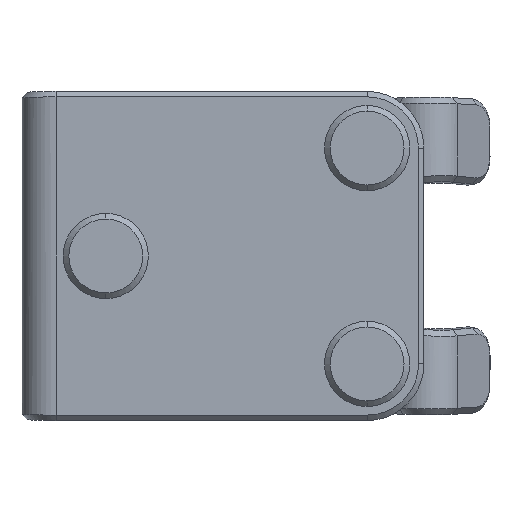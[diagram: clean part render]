
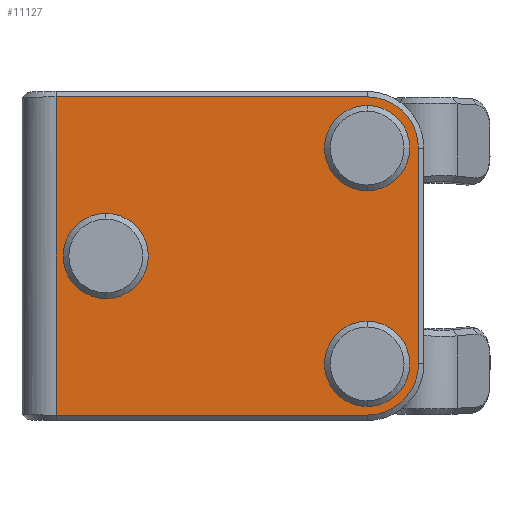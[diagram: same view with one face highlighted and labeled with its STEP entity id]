
A CAD part, front view. The second image highlights one B-rep face of the part: STEP entity #11127.
In plain terms, the highlighted planar face has unit normal (0, -1, 0).
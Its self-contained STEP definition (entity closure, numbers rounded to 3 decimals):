
#2 = ORIENTED_EDGE ( 'NONE', *, *, #6091, .T. ) ;
#4 = DIRECTION ( 'NONE',  ( 0., 0., 1. ) ) ;
#37 = AXIS2_PLACEMENT_3D ( 'NONE', #2803, #8861, #9752 ) ;
#74 = CARTESIAN_POINT ( 'NONE',  ( -10., 0., -28. ) ) ;
#83 = EDGE_CURVE ( 'NONE', #10014, #10251, #12574, .T. ) ;
#110 = ORIENTED_EDGE ( 'NONE', *, *, #9663, .T. ) ;
#135 = CARTESIAN_POINT ( 'NONE',  ( -4.446, 0., -26.188 ) ) ;
#193 = CARTESIAN_POINT ( 'NONE',  ( -64.741, 0., -28. ) ) ;
#256 = CARTESIAN_POINT ( 'NONE',  ( -10., 0., 28. ) ) ;
#296 = DIRECTION ( 'NONE',  ( 0., 0., 1. ) ) ;
#352 = VERTEX_POINT ( 'NONE', #11484 ) ;
#985 = ORIENTED_EDGE ( 'NONE', *, *, #7049, .F. ) ;
#1283 = ORIENTED_EDGE ( 'NONE', *, *, #4784, .T. ) ;
#1307 = CARTESIAN_POINT ( 'NONE',  ( -10., 0., -26.493 ) ) ;
#1441 = DIRECTION ( 'NONE',  ( 0., 0., 1. ) ) ;
#1519 = CARTESIAN_POINT ( 'NONE',  ( -64.741, 0., 29. ) ) ;
#1587 = DIRECTION ( 'NONE',  ( 0., 0., -1. ) ) ;
#1796 = ORIENTED_EDGE ( 'NONE', *, *, #2582, .F. ) ;
#1931 = CIRCLE ( 'NONE', #5365, 7.5 ) ;
#2025 = B_SPLINE_CURVE_WITH_KNOTS ( 'NONE', 3,
 ( #4515, #2584, #10864, #2713, #3585, #8767, #4585, #8960, #7762, #9854, #5595, #13058 ),
 .UNSPECIFIED., .F., .F.,
 ( 4, 2, 2, 2, 2, 4 ),
 ( 0., 0.125, 0.25, 0.5, 0.75, 1. ),
 .UNSPECIFIED. ) ;
#2052 = ORIENTED_EDGE ( 'NONE', *, *, #4740, .F. ) ;
#2203 = AXIS2_PLACEMENT_3D ( 'NONE', #7505, #10603, #1441 ) ;
#2523 = DIRECTION ( 'NONE',  ( 0., 1., 0. ) ) ;
#2582 = EDGE_CURVE ( 'NONE', #4173, #8654, #11886, .T. ) ;
#2584 = CARTESIAN_POINT ( 'NONE',  ( -0.964, 0., 19.55 ) ) ;
#2645 = CARTESIAN_POINT ( 'NONE',  ( -10., 0., 18.993 ) ) ;
#2713 = CARTESIAN_POINT ( 'NONE',  ( -1.253, 0., 21.302 ) ) ;
#2746 = EDGE_CURVE ( 'NONE', #12184, #8411, #1931, .T. ) ;
#2774 = DIRECTION ( 'NONE',  ( 0., -1., 0. ) ) ;
#2803 = CARTESIAN_POINT ( 'NONE',  ( -10., 0., 18.993 ) ) ;
#2965 = AXIS2_PLACEMENT_3D ( 'NONE', #12379, #12512, #7405 ) ;
#2987 = AXIS2_PLACEMENT_3D ( 'NONE', #12541, #2523, #296 ) ;
#3056 = EDGE_CURVE ( 'NONE', #4970, #6656, #4702, .T. ) ;
#3205 = VERTEX_POINT ( 'NONE', #12625 ) ;
#3502 = VERTEX_POINT ( 'NONE', #4718 ) ;
#3585 = CARTESIAN_POINT ( 'NONE',  ( -1.426, 0., 21.872 ) ) ;
#3797 = EDGE_CURVE ( 'NONE', #352, #3205, #6636, .T. ) ;
#4173 = VERTEX_POINT ( 'NONE', #1307 ) ;
#4225 = CARTESIAN_POINT ( 'NONE',  ( -2.104, 0., -23.51 ) ) ;
#4397 = EDGE_LOOP ( 'NONE', ( #2052, #8132 ) ) ;
#4515 = CARTESIAN_POINT ( 'NONE',  ( -0.965, 0., 18.958 ) ) ;
#4585 = CARTESIAN_POINT ( 'NONE',  ( -2.776, 0., 24.516 ) ) ;
#4670 = LINE ( 'NONE', #1519, #8310 ) ;
#4694 = CARTESIAN_POINT ( 'NONE',  ( -64.741, 0., 28. ) ) ;
#4702 = LINE ( 'NONE', #8054, #8549 ) ;
#4718 = CARTESIAN_POINT ( 'NONE',  ( -0.965, 0., 18.958 ) ) ;
#4740 = EDGE_CURVE ( 'NONE', #10251, #10014, #5111, .T. ) ;
#4784 = EDGE_CURVE ( 'NONE', #3205, #3502, #10568, .T. ) ;
#4968 = CIRCLE ( 'NONE', #2203, 7.5 ) ;
#4970 = VERTEX_POINT ( 'NONE', #256 ) ;
#5109 = CARTESIAN_POINT ( 'NONE',  ( -10., 0., -11.493 ) ) ;
#5111 = CIRCLE ( 'NONE', #2965, 7.5 ) ;
#5240 = CARTESIAN_POINT ( 'NONE',  ( -7.088, 0., -27.538 ) ) ;
#5365 = AXIS2_PLACEMENT_3D ( 'NONE', #2645, #2774, #12111 ) ;
#5413 = ORIENTED_EDGE ( 'NONE', *, *, #3797, .T. ) ;
#5595 = CARTESIAN_POINT ( 'NONE',  ( -8.817, 0., 28. ) ) ;
#6091 = EDGE_CURVE ( 'NONE', #6656, #12723, #4670, .T. ) ;
#6114 = EDGE_LOOP ( 'NONE', ( #2, #9302, #5413, #1283, #110, #9468 ) ) ;
#6196 = CARTESIAN_POINT ( 'NONE',  ( -0.965, 0., 29. ) ) ;
#6255 = CARTESIAN_POINT ( 'NONE',  ( -9.409, 0., -28. ) ) ;
#6388 = CARTESIAN_POINT ( 'NONE',  ( -0.965, 0., -18.958 ) ) ;
#6615 = VECTOR ( 'NONE', #10635, 1000. ) ;
#6636 = B_SPLINE_CURVE_WITH_KNOTS ( 'NONE', 3,
 ( #74, #6255, #12444, #12508, #5240, #10431, #135, #7401, #4225, #8338, #9424, #6388 ),
 .UNSPECIFIED., .F., .F.,
 ( 4, 2, 2, 2, 2, 4 ),
 ( 0., 0.125, 0.25, 0.5, 0.75, 1. ),
 .UNSPECIFIED. ) ;
#6656 = VERTEX_POINT ( 'NONE', #4694 ) ;
#6922 = DIRECTION ( 'NONE',  ( -1., 0., 0. ) ) ;
#7049 = EDGE_CURVE ( 'NONE', #8411, #12184, #10355, .T. ) ;
#7100 = CARTESIAN_POINT ( 'NONE',  ( -56., 0., -7.5 ) ) ;
#7401 = CARTESIAN_POINT ( 'NONE',  ( -2.776, 0., -24.516 ) ) ;
#7405 = DIRECTION ( 'NONE',  ( 0., 0., 1. ) ) ;
#7422 = CARTESIAN_POINT ( 'NONE',  ( -10., 0., 11.493 ) ) ;
#7466 = CARTESIAN_POINT ( 'NONE',  ( 0., 0., -28. ) ) ;
#7500 = FACE_BOUND ( 'NONE', #13192, .T. ) ;
#7505 = CARTESIAN_POINT ( 'NONE',  ( -10., 0., -18.993 ) ) ;
#7762 = CARTESIAN_POINT ( 'NONE',  ( -5.451, 0., 26.859 ) ) ;
#8054 = CARTESIAN_POINT ( 'NONE',  ( 0., 0., 28. ) ) ;
#8074 = CARTESIAN_POINT ( 'NONE',  ( -10., 0., 26.493 ) ) ;
#8132 = ORIENTED_EDGE ( 'NONE', *, *, #83, .F. ) ;
#8310 = VECTOR ( 'NONE', #1587, 1000. ) ;
#8338 = CARTESIAN_POINT ( 'NONE',  ( -1.2, 0., -21.326 ) ) ;
#8411 = VERTEX_POINT ( 'NONE', #7422 ) ;
#8549 = VECTOR ( 'NONE', #6922, 1000. ) ;
#8553 = CARTESIAN_POINT ( 'NONE',  ( -10., 0., -18.993 ) ) ;
#8575 = PLANE ( 'NONE',  #2987 ) ;
#8654 = VERTEX_POINT ( 'NONE', #5109 ) ;
#8767 = CARTESIAN_POINT ( 'NONE',  ( -2.104, 0., 23.51 ) ) ;
#8861 = DIRECTION ( 'NONE',  ( 0., -1., 0. ) ) ;
#8960 = CARTESIAN_POINT ( 'NONE',  ( -4.446, 0., 26.188 ) ) ;
#9169 = EDGE_CURVE ( 'NONE', #8654, #4173, #4968, .T. ) ;
#9302 = ORIENTED_EDGE ( 'NONE', *, *, #12350, .T. ) ;
#9417 = VECTOR ( 'NONE', #10312, 1000. ) ;
#9424 = CARTESIAN_POINT ( 'NONE',  ( -0.964, 0., -20.142 ) ) ;
#9468 = ORIENTED_EDGE ( 'NONE', *, *, #3056, .T. ) ;
#9662 = FACE_OUTER_BOUND ( 'NONE', #6114, .T. ) ;
#9663 = EDGE_CURVE ( 'NONE', #3502, #4970, #2025, .T. ) ;
#9731 = FACE_BOUND ( 'NONE', #12152, .T. ) ;
#9752 = DIRECTION ( 'NONE',  ( 0., 0., 1. ) ) ;
#9781 = DIRECTION ( 'NONE',  ( 0., -1., 0. ) ) ;
#9854 = CARTESIAN_POINT ( 'NONE',  ( -7.634, 0., 27.764 ) ) ;
#9987 = AXIS2_PLACEMENT_3D ( 'NONE', #13242, #11369, #4 ) ;
#10014 = VERTEX_POINT ( 'NONE', #7100 ) ;
#10251 = VERTEX_POINT ( 'NONE', #10787 ) ;
#10312 = DIRECTION ( 'NONE',  ( 0., 0., 1. ) ) ;
#10355 = CIRCLE ( 'NONE', #37, 7.5 ) ;
#10431 = CARTESIAN_POINT ( 'NONE',  ( -5.451, 0., -26.859 ) ) ;
#10465 = FACE_BOUND ( 'NONE', #4397, .T. ) ;
#10542 = ORIENTED_EDGE ( 'NONE', *, *, #9169, .F. ) ;
#10568 = LINE ( 'NONE', #6196, #9417 ) ;
#10603 = DIRECTION ( 'NONE',  ( 0., -1., 0. ) ) ;
#10635 = DIRECTION ( 'NONE',  ( 1., 0., 0. ) ) ;
#10787 = CARTESIAN_POINT ( 'NONE',  ( -56., 0., 7.5 ) ) ;
#10850 = ORIENTED_EDGE ( 'NONE', *, *, #2746, .F. ) ;
#10864 = CARTESIAN_POINT ( 'NONE',  ( -1.023, 0., 20.142 ) ) ;
#11127 = ADVANCED_FACE ( 'NONE', ( #10465, #7500, #9731, #9662 ), #8575, .F. ) ;
#11369 = DIRECTION ( 'NONE',  ( 0., -1., 0. ) ) ;
#11484 = CARTESIAN_POINT ( 'NONE',  ( -10., 0., -28. ) ) ;
#11506 = LINE ( 'NONE', #7466, #6615 ) ;
#11886 = CIRCLE ( 'NONE', #12959, 7.5 ) ;
#12111 = DIRECTION ( 'NONE',  ( 0., 0., 1. ) ) ;
#12152 = EDGE_LOOP ( 'NONE', ( #10850, #985 ) ) ;
#12184 = VERTEX_POINT ( 'NONE', #8074 ) ;
#12350 = EDGE_CURVE ( 'NONE', #12723, #352, #11506, .T. ) ;
#12379 = CARTESIAN_POINT ( 'NONE',  ( -56., 0., 0. ) ) ;
#12444 = CARTESIAN_POINT ( 'NONE',  ( -8.817, 0., -27.942 ) ) ;
#12508 = CARTESIAN_POINT ( 'NONE',  ( -7.658, 0., -27.711 ) ) ;
#12512 = DIRECTION ( 'NONE',  ( 0., -1., 0. ) ) ;
#12541 = CARTESIAN_POINT ( 'NONE',  ( 0., 0., 29. ) ) ;
#12574 = CIRCLE ( 'NONE', #9987, 7.5 ) ;
#12625 = CARTESIAN_POINT ( 'NONE',  ( -0.965, 0., -18.958 ) ) ;
#12659 = DIRECTION ( 'NONE',  ( 0., 0., 1. ) ) ;
#12723 = VERTEX_POINT ( 'NONE', #193 ) ;
#12959 = AXIS2_PLACEMENT_3D ( 'NONE', #8553, #9781, #12659 ) ;
#13058 = CARTESIAN_POINT ( 'NONE',  ( -10., 0., 28. ) ) ;
#13192 = EDGE_LOOP ( 'NONE', ( #10542, #1796 ) ) ;
#13242 = CARTESIAN_POINT ( 'NONE',  ( -56., 0., 0. ) ) ;
